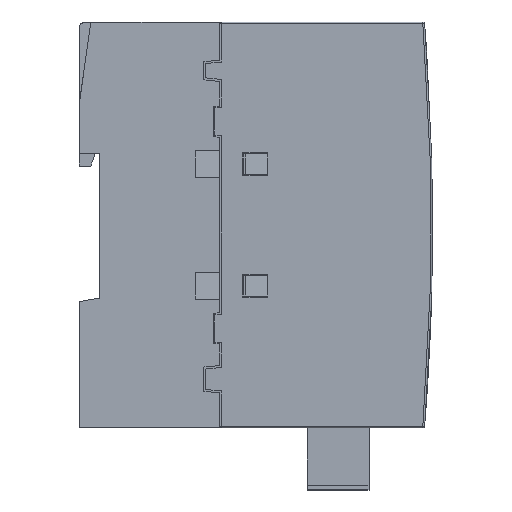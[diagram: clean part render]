
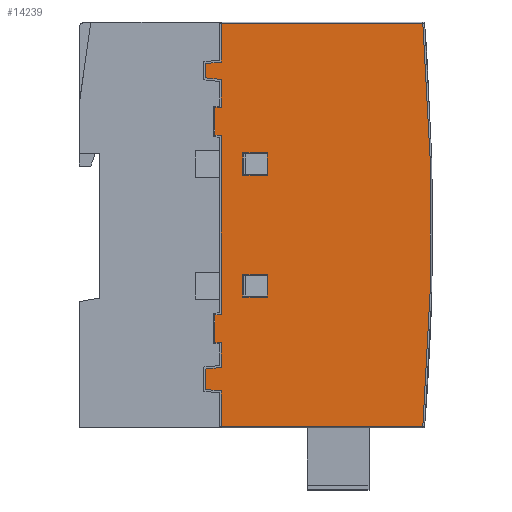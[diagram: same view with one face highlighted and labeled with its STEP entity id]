
A CAD part, left-side view. The second image highlights one B-rep face of the part: STEP entity #14239.
In plain terms, the highlighted planar face has unit normal (-1, 0, 0).
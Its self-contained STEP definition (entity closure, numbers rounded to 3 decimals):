
#13740=FACE_BOUND('',#19171,.T.);
#13741=FACE_BOUND('',#19172,.T.);
#13742=FACE_BOUND('',#19173,.T.);
#14239=ADVANCED_FACE('NONE',(#13740,#13741,#13742),#15917,.F.);
#15917=PLANE('',#48039);
#19171=EDGE_LOOP('',(#23320,#23321,#23322,#23323,#23324,#23325,#23326,#23327,
#23328,#23329,#23330,#23331,#23332,#23333,#23334,#23335,#23336,#23337,#23338,
#23339));
#19172=EDGE_LOOP('',(#23340,#23341,#23342,#23343));
#19173=EDGE_LOOP('',(#23344,#23345,#23346,#23347));
#20642=CIRCLE('',#48038,614.6);
#23320=ORIENTED_EDGE('',*,*,#36043,.T.);
#23321=ORIENTED_EDGE('',*,*,#36044,.T.);
#23322=ORIENTED_EDGE('',*,*,#36045,.T.);
#23323=ORIENTED_EDGE('',*,*,#36046,.T.);
#23324=ORIENTED_EDGE('',*,*,#36047,.T.);
#23325=ORIENTED_EDGE('',*,*,#36048,.T.);
#23326=ORIENTED_EDGE('',*,*,#36049,.T.);
#23327=ORIENTED_EDGE('',*,*,#36050,.T.);
#23328=ORIENTED_EDGE('',*,*,#36051,.T.);
#23329=ORIENTED_EDGE('',*,*,#36052,.T.);
#23330=ORIENTED_EDGE('',*,*,#36053,.T.);
#23331=ORIENTED_EDGE('',*,*,#36054,.T.);
#23332=ORIENTED_EDGE('',*,*,#36055,.T.);
#23333=ORIENTED_EDGE('',*,*,#36056,.T.);
#23334=ORIENTED_EDGE('',*,*,#36057,.T.);
#23335=ORIENTED_EDGE('',*,*,#36058,.T.);
#23336=ORIENTED_EDGE('',*,*,#36059,.T.);
#23337=ORIENTED_EDGE('',*,*,#36060,.T.);
#23338=ORIENTED_EDGE('',*,*,#36061,.T.);
#23339=ORIENTED_EDGE('',*,*,#36062,.T.);
#23340=ORIENTED_EDGE('',*,*,#36063,.T.);
#23341=ORIENTED_EDGE('',*,*,#35521,.T.);
#23342=ORIENTED_EDGE('',*,*,#36064,.T.);
#23343=ORIENTED_EDGE('',*,*,#36065,.T.);
#23344=ORIENTED_EDGE('',*,*,#36066,.T.);
#23345=ORIENTED_EDGE('',*,*,#35537,.T.);
#23346=ORIENTED_EDGE('',*,*,#36067,.T.);
#23347=ORIENTED_EDGE('',*,*,#36068,.T.);
#31401=VERTEX_POINT('',#60129);
#31402=VERTEX_POINT('',#60131);
#31415=VERTEX_POINT('',#60161);
#31416=VERTEX_POINT('',#60163);
#31798=VERTEX_POINT('',#61100);
#31799=VERTEX_POINT('',#61101);
#31800=VERTEX_POINT('',#61103);
#31801=VERTEX_POINT('',#61105);
#31802=VERTEX_POINT('',#61107);
#31803=VERTEX_POINT('',#61109);
#31804=VERTEX_POINT('',#61111);
#31805=VERTEX_POINT('',#61113);
#31806=VERTEX_POINT('',#61115);
#31807=VERTEX_POINT('',#61117);
#31808=VERTEX_POINT('',#61119);
#31809=VERTEX_POINT('',#61121);
#31810=VERTEX_POINT('',#61123);
#31811=VERTEX_POINT('',#61125);
#31812=VERTEX_POINT('',#61127);
#31813=VERTEX_POINT('',#61129);
#31814=VERTEX_POINT('',#61131);
#31815=VERTEX_POINT('',#61133);
#31816=VERTEX_POINT('',#61135);
#31817=VERTEX_POINT('',#61137);
#31818=VERTEX_POINT('',#61140);
#31819=VERTEX_POINT('',#61142);
#31820=VERTEX_POINT('',#61145);
#31821=VERTEX_POINT('',#61147);
#35521=EDGE_CURVE('NONE',#31402,#31401,#40765,.T.);
#35537=EDGE_CURVE('NONE',#31416,#31415,#40781,.T.);
#36043=EDGE_CURVE('NONE',#31798,#31799,#41263,.T.);
#36044=EDGE_CURVE('NONE',#31799,#31800,#41264,.T.);
#36045=EDGE_CURVE('NONE',#31800,#31801,#20642,.T.);
#36046=EDGE_CURVE('NONE',#31801,#31802,#41265,.T.);
#36047=EDGE_CURVE('NONE',#31802,#31803,#41266,.T.);
#36048=EDGE_CURVE('NONE',#31803,#31804,#41267,.T.);
#36049=EDGE_CURVE('NONE',#31804,#31805,#41268,.T.);
#36050=EDGE_CURVE('NONE',#31805,#31806,#41269,.T.);
#36051=EDGE_CURVE('NONE',#31806,#31807,#41270,.T.);
#36052=EDGE_CURVE('NONE',#31807,#31808,#41271,.T.);
#36053=EDGE_CURVE('NONE',#31808,#31809,#41272,.T.);
#36054=EDGE_CURVE('NONE',#31809,#31810,#41273,.T.);
#36055=EDGE_CURVE('NONE',#31810,#31811,#41274,.T.);
#36056=EDGE_CURVE('NONE',#31811,#31812,#41275,.T.);
#36057=EDGE_CURVE('NONE',#31812,#31813,#41276,.T.);
#36058=EDGE_CURVE('NONE',#31813,#31814,#41277,.T.);
#36059=EDGE_CURVE('NONE',#31814,#31815,#41278,.T.);
#36060=EDGE_CURVE('NONE',#31815,#31816,#41279,.T.);
#36061=EDGE_CURVE('NONE',#31816,#31817,#41280,.T.);
#36062=EDGE_CURVE('NONE',#31817,#31798,#41281,.T.);
#36063=EDGE_CURVE('NONE',#31818,#31402,#41282,.T.);
#36064=EDGE_CURVE('NONE',#31401,#31819,#41283,.T.);
#36065=EDGE_CURVE('NONE',#31819,#31818,#41284,.T.);
#36066=EDGE_CURVE('NONE',#31820,#31416,#41285,.T.);
#36067=EDGE_CURVE('NONE',#31415,#31821,#41286,.T.);
#36068=EDGE_CURVE('NONE',#31821,#31820,#41287,.T.);
#40765=LINE('',#60130,#44838);
#40781=LINE('',#60162,#44854);
#41263=LINE('',#61099,#45336);
#41264=LINE('',#61102,#45337);
#41265=LINE('',#61106,#45338);
#41266=LINE('',#61108,#45339);
#41267=LINE('',#61110,#45340);
#41268=LINE('',#61112,#45341);
#41269=LINE('',#61114,#45342);
#41270=LINE('',#61116,#45343);
#41271=LINE('',#61118,#45344);
#41272=LINE('',#61120,#45345);
#41273=LINE('',#61122,#45346);
#41274=LINE('',#61124,#45347);
#41275=LINE('',#61126,#45348);
#41276=LINE('',#61128,#45349);
#41277=LINE('',#61130,#45350);
#41278=LINE('',#61132,#45351);
#41279=LINE('',#61134,#45352);
#41280=LINE('',#61136,#45353);
#41281=LINE('',#61138,#45354);
#41282=LINE('',#61139,#45355);
#41283=LINE('',#61141,#45356);
#41284=LINE('',#61143,#45357);
#41285=LINE('',#61144,#45358);
#41286=LINE('',#61146,#45359);
#41287=LINE('',#61148,#45360);
#44838=VECTOR('',#51534,1.);
#44854=VECTOR('',#51554,1.);
#45336=VECTOR('',#52150,1.);
#45337=VECTOR('',#52151,1.);
#45338=VECTOR('',#52154,1.);
#45339=VECTOR('',#52155,1.);
#45340=VECTOR('',#52156,1.);
#45341=VECTOR('',#52157,1.);
#45342=VECTOR('',#52158,1.);
#45343=VECTOR('',#52159,1.);
#45344=VECTOR('',#52160,1.);
#45345=VECTOR('',#52161,1.);
#45346=VECTOR('',#52162,1.);
#45347=VECTOR('',#52163,1.);
#45348=VECTOR('',#52164,1.);
#45349=VECTOR('',#52165,1.);
#45350=VECTOR('',#52166,1.);
#45351=VECTOR('',#52167,1.);
#45352=VECTOR('',#52168,1.);
#45353=VECTOR('',#52169,1.);
#45354=VECTOR('',#52170,1.);
#45355=VECTOR('',#52171,1.);
#45356=VECTOR('',#52172,1.);
#45357=VECTOR('',#52173,1.);
#45358=VECTOR('',#52174,1.);
#45359=VECTOR('',#52175,1.);
#45360=VECTOR('',#52176,1.);
#48038=AXIS2_PLACEMENT_3D('',#61104,#52152,#52153);
#48039=AXIS2_PLACEMENT_3D('',#61149,#52177,#52178);
#51534=DIRECTION('',(0.,-1.,0.));
#51554=DIRECTION('',(0.,-1.,0.));
#52150=DIRECTION('',(0.,-1.,0.));
#52151=DIRECTION('',(0.,0.,1.));
#52152=DIRECTION('',(-1.,0.,0.));
#52153=DIRECTION('',(0.,0.,-1.));
#52154=DIRECTION('',(0.,0.,-1.));
#52155=DIRECTION('',(0.,-1.,0.));
#52156=DIRECTION('',(0.,-0.101,-0.995));
#52157=DIRECTION('',(0.,-1.,0.));
#52158=DIRECTION('',(0.,-0.101,0.995));
#52159=DIRECTION('',(0.,-1.,0.));
#52160=DIRECTION('',(0.,-0.017,-1.));
#52161=DIRECTION('',(0.,-1.,0.));
#52162=DIRECTION('',(0.,-0.087,0.996));
#52163=DIRECTION('',(0.,-1.,0.));
#52164=DIRECTION('',(0.,-0.087,-0.996));
#52165=DIRECTION('',(0.,-1.,0.));
#52166=DIRECTION('',(0.,-0.017,1.));
#52167=DIRECTION('',(0.,-1.,0.));
#52168=DIRECTION('',(0.,-0.101,-0.995));
#52169=DIRECTION('',(0.,-1.,0.));
#52170=DIRECTION('',(0.,-0.101,0.995));
#52171=DIRECTION('',(0.,0.,1.));
#52172=DIRECTION('',(0.,0.,-1.));
#52173=DIRECTION('',(0.,1.,0.));
#52174=DIRECTION('',(0.,0.,1.));
#52175=DIRECTION('',(0.,0.,-1.));
#52176=DIRECTION('',(0.,1.,0.));
#52177=DIRECTION('',(1.,0.,0.));
#52178=DIRECTION('',(0.,1.,0.));
#60129=CARTESIAN_POINT('',(-22.5,-17.75,11.3));
#60130=CARTESIAN_POINT('',(-22.5,-49.6,11.3));
#60131=CARTESIAN_POINT('',(-22.5,-12.25,11.3));
#60161=CARTESIAN_POINT('',(-22.5,12.25,11.3));
#60162=CARTESIAN_POINT('',(-22.5,-49.6,11.3));
#60163=CARTESIAN_POINT('',(-22.5,17.75,11.3));
#61099=CARTESIAN_POINT('',(-22.5,-49.6,0.));
#61100=CARTESIAN_POINT('',(-22.5,-40.903,0.));
#61101=CARTESIAN_POINT('',(-22.5,-49.6,0.));
#61102=CARTESIAN_POINT('',(-22.5,-49.6,50.));
#61103=CARTESIAN_POINT('',(-22.5,-49.6,49.631));
#61104=CARTESIAN_POINT('',(-22.5,0.,-562.964));
#61105=CARTESIAN_POINT('',(-22.5,49.6,49.631));
#61106=CARTESIAN_POINT('',(-22.5,49.6,0.));
#61107=CARTESIAN_POINT('',(-22.5,49.6,0.));
#61108=CARTESIAN_POINT('',(-22.5,-49.6,0.));
#61109=CARTESIAN_POINT('',(-22.5,40.153,0.));
#61110=CARTESIAN_POINT('',(-22.5,35.786,-43.226));
#61111=CARTESIAN_POINT('',(-22.5,39.759,-3.9));
#61112=CARTESIAN_POINT('',(-22.5,-49.6,-3.9));
#61113=CARTESIAN_POINT('',(-22.5,36.241,-3.9));
#61114=CARTESIAN_POINT('',(-22.5,38.444,-25.705));
#61115=CARTESIAN_POINT('',(-22.5,35.847,0.));
#61116=CARTESIAN_POINT('',(-22.5,-49.6,0.));
#61117=CARTESIAN_POINT('',(-22.5,29.,0.));
#61118=CARTESIAN_POINT('',(-22.5,28.372,-35.961));
#61119=CARTESIAN_POINT('',(-22.5,28.972,-1.6));
#61120=CARTESIAN_POINT('',(-22.5,-49.6,-1.6));
#61121=CARTESIAN_POINT('',(-22.5,22.14,-1.6));
#61122=CARTESIAN_POINT('',(-22.5,24.46,-28.121));
#61123=CARTESIAN_POINT('',(-22.5,22.,0.));
#61124=CARTESIAN_POINT('',(-22.5,-49.6,0.));
#61125=CARTESIAN_POINT('',(-22.5,-22.,0.));
#61126=CARTESIAN_POINT('',(-22.5,-25.214,-36.734));
#61127=CARTESIAN_POINT('',(-22.5,-22.14,-1.6));
#61128=CARTESIAN_POINT('',(-22.5,-49.6,-1.6));
#61129=CARTESIAN_POINT('',(-22.5,-28.972,-1.6));
#61130=CARTESIAN_POINT('',(-22.5,-28.403,-34.23));
#61131=CARTESIAN_POINT('',(-22.5,-29.,0.));
#61132=CARTESIAN_POINT('',(-22.5,-49.6,0.));
#61133=CARTESIAN_POINT('',(-22.5,-35.097,0.));
#61134=CARTESIAN_POINT('',(-22.5,-38.704,-35.701));
#61135=CARTESIAN_POINT('',(-22.5,-35.491,-3.9));
#61136=CARTESIAN_POINT('',(-22.5,-49.6,-3.9));
#61137=CARTESIAN_POINT('',(-22.5,-40.509,-3.9));
#61138=CARTESIAN_POINT('',(-22.5,-37.53,-33.381));
#61139=CARTESIAN_POINT('',(-22.5,-12.25,-34.6));
#61140=CARTESIAN_POINT('',(-22.5,-12.25,5.3));
#61141=CARTESIAN_POINT('',(-22.5,-17.75,-34.6));
#61142=CARTESIAN_POINT('',(-22.5,-17.75,5.3));
#61143=CARTESIAN_POINT('',(-22.5,-49.6,5.3));
#61144=CARTESIAN_POINT('',(-22.5,17.75,-34.6));
#61145=CARTESIAN_POINT('',(-22.5,17.75,5.3));
#61146=CARTESIAN_POINT('',(-22.5,12.25,-34.6));
#61147=CARTESIAN_POINT('',(-22.5,12.25,5.3));
#61148=CARTESIAN_POINT('',(-22.5,-49.6,5.3));
#61149=CARTESIAN_POINT('',(-22.5,-49.6,-34.6));
